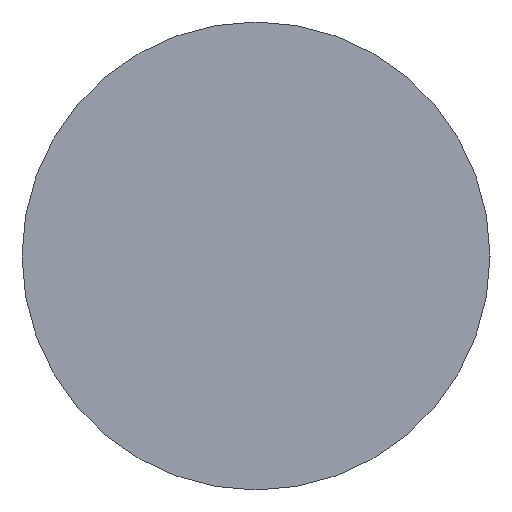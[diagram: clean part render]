
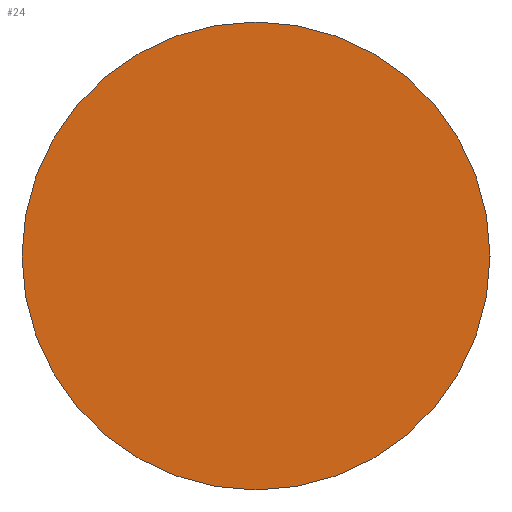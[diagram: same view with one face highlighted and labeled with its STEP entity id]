
A CAD part, left-side view. The second image highlights one B-rep face of the part: STEP entity #24.
In plain terms, the highlighted planar face has unit normal (-1, 0, 0).
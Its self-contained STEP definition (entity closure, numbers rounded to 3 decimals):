
#5 = ORIENTED_EDGE ( 'NONE', *, *, #50, .T. ) ;
#7 = DIRECTION ( 'NONE',  ( 1., 0., 0. ) ) ;
#11 = DIRECTION ( 'NONE',  ( 0., 0., 1. ) ) ;
#16 = CARTESIAN_POINT ( 'NONE',  ( 232.021, 130.467, 0. ) ) ;
#24 = ADVANCED_FACE ( 'NONE', ( #75 ), #155, .F. ) ;
#28 = CARTESIAN_POINT ( 'NONE',  ( 232.021, 130.467, 0. ) ) ;
#38 = AXIS2_PLACEMENT_3D ( 'NONE', #95, #84, #11 ) ;
#41 = DIRECTION ( 'NONE',  ( 0., 0., -1. ) ) ;
#48 = ORIENTED_EDGE ( 'NONE', *, *, #108, .T. ) ;
#50 = EDGE_CURVE ( 'NONE', #118, #111, #119, .T. ) ;
#71 = CARTESIAN_POINT ( 'NONE',  ( 232.021, 130.467, -25.4 ) ) ;
#75 = FACE_OUTER_BOUND ( 'NONE', #78, .T. ) ;
#78 = EDGE_LOOP ( 'NONE', ( #48, #5 ) ) ;
#84 = DIRECTION ( 'NONE',  ( -1., 0., 0. ) ) ;
#95 = CARTESIAN_POINT ( 'NONE',  ( 232.021, 130.467, 0. ) ) ;
#108 = EDGE_CURVE ( 'NONE', #111, #118, #161, .T. ) ;
#111 = VERTEX_POINT ( 'NONE', #143 ) ;
#112 = DIRECTION ( 'NONE',  ( -1., 0., 0. ) ) ;
#116 = AXIS2_PLACEMENT_3D ( 'NONE', #28, #7, #41 ) ;
#118 = VERTEX_POINT ( 'NONE', #71 ) ;
#119 = CIRCLE ( 'NONE', #38, 25.4 ) ;
#143 = CARTESIAN_POINT ( 'NONE',  ( 232.021, 130.467, 25.4 ) ) ;
#144 = DIRECTION ( 'NONE',  ( 0., 0., 1. ) ) ;
#147 = AXIS2_PLACEMENT_3D ( 'NONE', #16, #112, #144 ) ;
#155 = PLANE ( 'NONE',  #116 ) ;
#161 = CIRCLE ( 'NONE', #147, 25.4 ) ;
